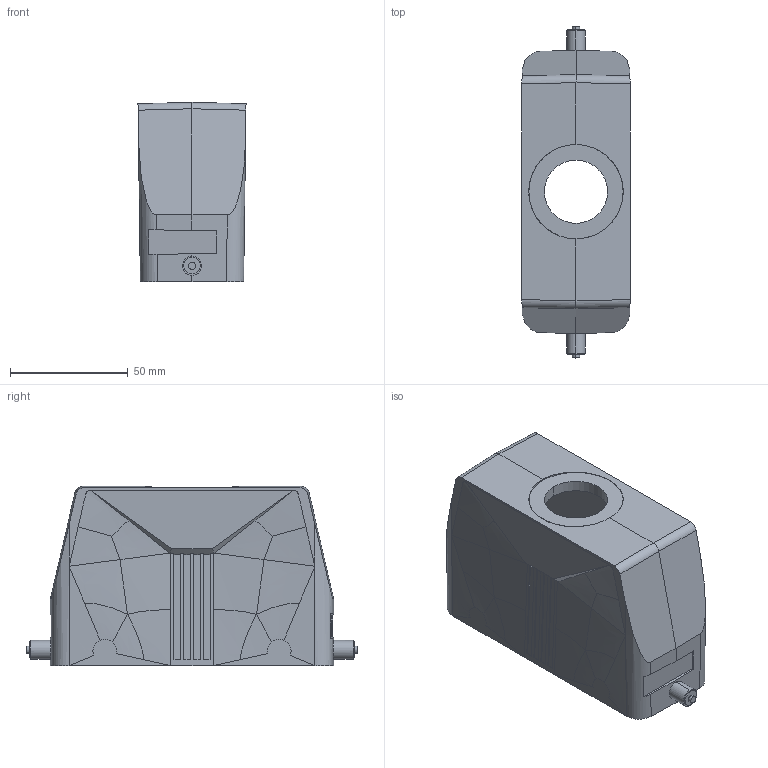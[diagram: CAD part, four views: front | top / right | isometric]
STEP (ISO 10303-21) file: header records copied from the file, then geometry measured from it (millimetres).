
FILE_DESCRIPTION(('Creo Elements/Direct Modeling STEP Export'),'2;1');
FILE_NAME('model.stp','2019-06-19T 5:56:28',(''),(''),'Creo Elements/Direct Modeling STEP processor for AP214 (Solid Model)','Creo Elements/Direct Modeling 20.1A 29-Sep-2018 (C) Parametric Technology GmbH','');
FILE_SCHEMA(('AUTOMOTIVE_DESIGN { 1 0 10303 214 1 1 1 1 }'));
Length unit declared in the file: millimetre
Products named in the file (2): HC_STA_B24_HHFS_1TTP21_EL_AL-select
Assembly tree (1 placements, depth 2):
  HC_STA_B24_HHFS_1TTP21_EL_AL-select
    HC_STA_B24_HHFS_1TTP21_EL_AL-select
Bounding box: 45.8 x 140.74 x 76 mm (x, y, z)
Volume: 108030.3 mm3; surface area: 52611.5 mm2
Topology: 1 solids, 1 shells, 211 faces, 568 edges, 366 vertices
Faces by surface type: plane 117, cylinder 48, bspline 36, cone 10
Entity records: 14008 total; most frequent: CARTESIAN_POINT 7367, ORIENTED_EDGE 1120, DIRECTION 850, EDGE_CURVE 560, VECTOR 384, LINE 384, VERTEX_POINT 366, AXIS2_PLACEMENT_3D 233
